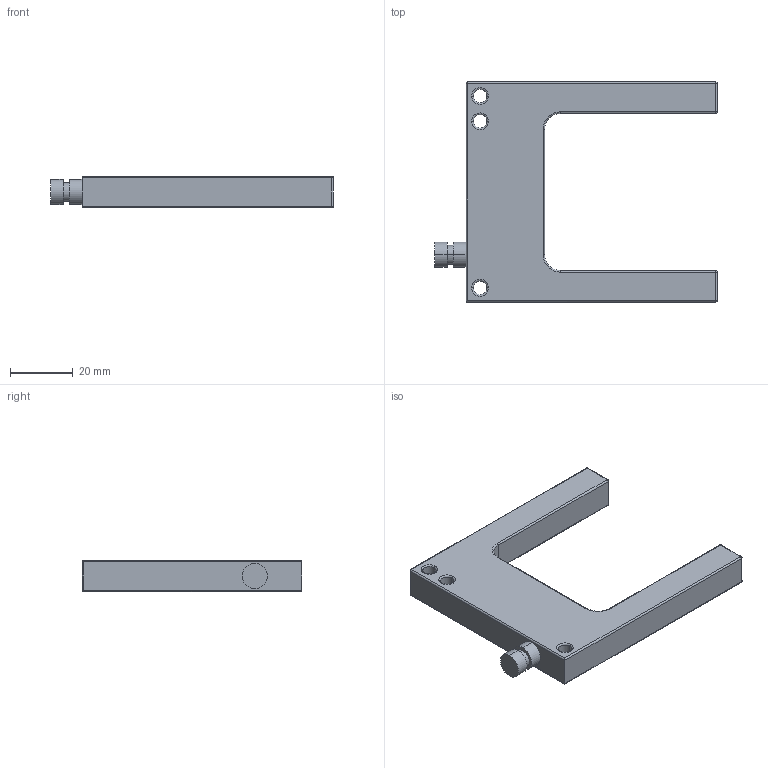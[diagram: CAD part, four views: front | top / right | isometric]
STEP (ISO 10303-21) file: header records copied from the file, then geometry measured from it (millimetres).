
FILE_DESCRIPTION((''),'2;1');
FILE_NAME('DM_CAD-0399B','2015-11-25T',('Creinig-se'),(''),'PRO/ENGINEER BY PARAMETRIC TECHNOLOGY CORPORATION, 2013050','PRO/ENGINEER BY PARAMETRIC TECHNOLOGY CORPORATION, 2013050','');
FILE_SCHEMA(('CONFIG_CONTROL_DESIGN'));
Length unit declared in the file: millimetre
Products named in the file (1): DM_CAD-0399B
Bounding box: 90 x 70 x 10 mm (x, y, z)
Volume: 28579.7 mm3; surface area: 10177.5 mm2
Topology: 1 solids, 1 shells, 74 faces, 175 edges, 106 vertices
Faces by surface type: cylinder 35, torus 16, plane 13, sphere 10
Entity records: 2686 total; most frequent: DIRECTION 407, CARTESIAN_POINT 340, ORIENTED_EDGE 310, PRESENTATION_STYLE_ASSIGNMENT 175, AXIS2_PLACEMENT_3D 169, STYLED_ITEM 169, CURVE_STYLE 167, EDGE_CURVE 155
